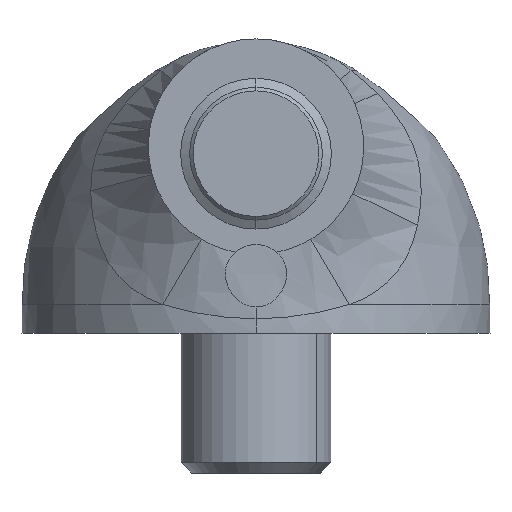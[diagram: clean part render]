
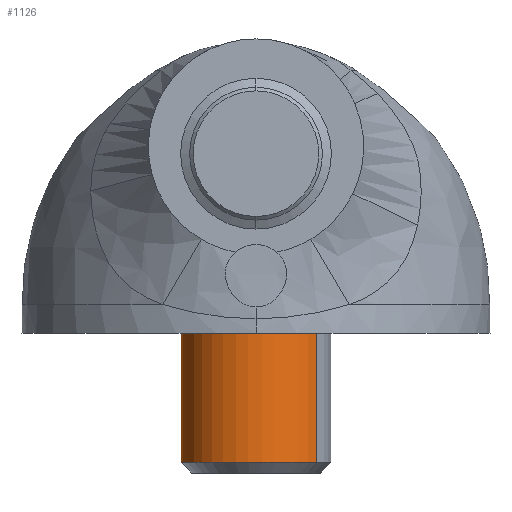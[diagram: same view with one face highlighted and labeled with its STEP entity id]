
A CAD part, front view. The second image highlights one B-rep face of the part: STEP entity #1126.
In plain terms, the highlighted cylindrical face has radius 10.47 mm (diameter 20.94 mm), a partial arc.
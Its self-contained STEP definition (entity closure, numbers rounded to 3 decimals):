
#85 = CARTESIAN_POINT ( 'NONE',  ( 8.493, -6.123, -18.002 ) ) ;
#170 = CIRCLE ( 'NONE', #2850, 10.47 ) ;
#379 = EDGE_CURVE ( 'NONE', #3213, #1841, #170, .T. ) ;
#453 = DIRECTION ( 'NONE',  ( 1., 0., 0. ) ) ;
#636 = FACE_OUTER_BOUND ( 'NONE', #3400, .T. ) ;
#853 = CYLINDRICAL_SURFACE ( 'NONE', #3930, 10.47 ) ;
#918 = DIRECTION ( 'NONE',  ( 0.811, -0.585, 0. ) ) ;
#966 = CARTESIAN_POINT ( 'NONE',  ( 0., 0., -18.002 ) ) ;
#1124 = CARTESIAN_POINT ( 'NONE',  ( -8.493, 6.123, -18.002 ) ) ;
#1126 = ADVANCED_FACE ( 'NONE', ( #636 ), #853, .T. ) ;
#1234 = CARTESIAN_POINT ( 'NONE',  ( -8.493, 6.123, -18.002 ) ) ;
#1506 = EDGE_CURVE ( 'NONE', #4037, #3213, #2382, .T. ) ;
#1525 = DIRECTION ( 'NONE',  ( 0., 0., 1. ) ) ;
#1561 = LINE ( 'NONE', #85, #3128 ) ;
#1572 = ORIENTED_EDGE ( 'NONE', *, *, #3274, .T. ) ;
#1610 = DIRECTION ( 'NONE',  ( 0.811, -0.585, 0. ) ) ;
#1637 = DIRECTION ( 'NONE',  ( 0., 0., 1. ) ) ;
#1713 = DIRECTION ( 'NONE',  ( 0., 0., 1. ) ) ;
#1757 = EDGE_CURVE ( 'NONE', #4037, #1934, #3238, .T. ) ;
#1817 = AXIS2_PLACEMENT_3D ( 'NONE', #966, #1637, #1610 ) ;
#1841 = VERTEX_POINT ( 'NONE', #2282 ) ;
#1856 = CARTESIAN_POINT ( 'NONE',  ( -8.493, 6.123, 0. ) ) ;
#1934 = VERTEX_POINT ( 'NONE', #2008 ) ;
#1978 = VECTOR ( 'NONE', #3928, 1000. ) ;
#2008 = CARTESIAN_POINT ( 'NONE',  ( 8.493, -6.123, -18.002 ) ) ;
#2130 = CARTESIAN_POINT ( 'NONE',  ( 0., 0., 0. ) ) ;
#2282 = CARTESIAN_POINT ( 'NONE',  ( 8.493, -6.123, 0. ) ) ;
#2382 = LINE ( 'NONE', #1234, #1978 ) ;
#2850 = AXIS2_PLACEMENT_3D ( 'NONE', #2130, #3164, #453 ) ;
#2853 = CARTESIAN_POINT ( 'NONE',  ( 0., 0., -18.002 ) ) ;
#3000 = ORIENTED_EDGE ( 'NONE', *, *, #379, .F. ) ;
#3128 = VECTOR ( 'NONE', #1713, 1000. ) ;
#3164 = DIRECTION ( 'NONE',  ( 0., 0., 1. ) ) ;
#3213 = VERTEX_POINT ( 'NONE', #1856 ) ;
#3238 = CIRCLE ( 'NONE', #1817, 10.47 ) ;
#3274 = EDGE_CURVE ( 'NONE', #1934, #1841, #1561, .T. ) ;
#3400 = EDGE_LOOP ( 'NONE', ( #3459, #4277, #1572, #3000 ) ) ;
#3459 = ORIENTED_EDGE ( 'NONE', *, *, #1506, .F. ) ;
#3928 = DIRECTION ( 'NONE',  ( 0., 0., 1. ) ) ;
#3930 = AXIS2_PLACEMENT_3D ( 'NONE', #2853, #1525, #918 ) ;
#4037 = VERTEX_POINT ( 'NONE', #1124 ) ;
#4277 = ORIENTED_EDGE ( 'NONE', *, *, #1757, .T. ) ;
